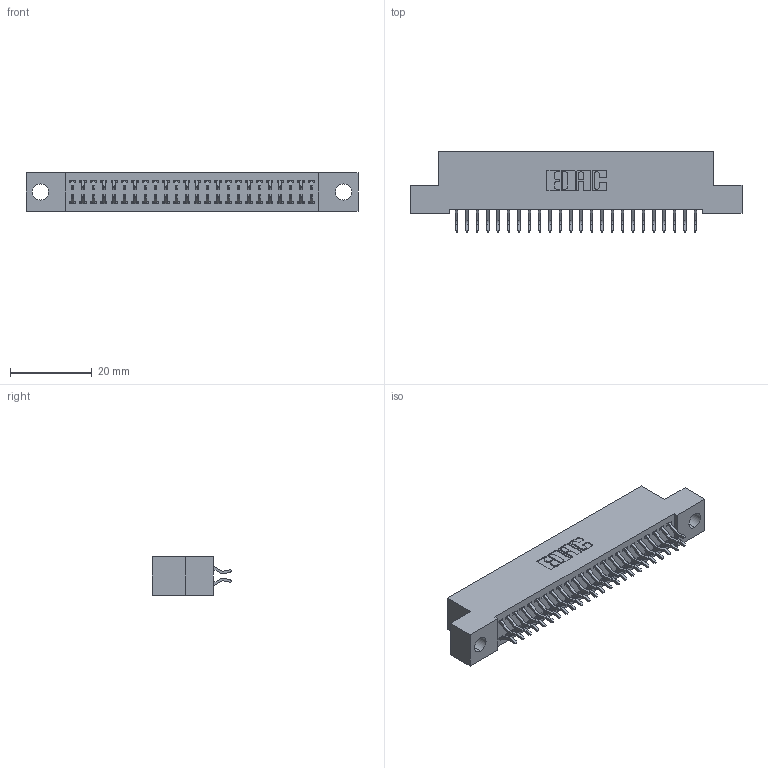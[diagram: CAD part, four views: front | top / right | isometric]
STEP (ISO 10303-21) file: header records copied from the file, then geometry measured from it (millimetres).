
FILE_DESCRIPTION (( 'STEP AP203' ), '1' );
FILE_NAME ('342-048-556-204.STEP', '2019-10-02T22:22:50', ( '' ), ( '' ), 'SwSTEP 2.0', 'SolidWorks 2016', '' );
FILE_SCHEMA (( 'CONFIG_CONTROL_DESIGN' ));
Length unit declared in the file: inch
Products named in the file (3): 342 Part_.156 TH; 345-292-001_556 Tail; 342-048-556-204
Assembly tree (49 placements, depth 2):
  342-048-556-204
    342 Part_.156 TH
    345-292-001_556 Tail  x48
Bounding box: 81.28 x 19.58 x 9.4 mm (x, y, z)
Volume: 7129.6 mm3; surface area: 10939.2 mm2
Topology: 49 solids, 49 shells, 2894 faces, 8603 edges, 5670 vertices
Faces by surface type: plane 1986, cylinder 908
Entity records: 17859 total; most frequent: CARTESIAN_POINT 2994, ORIENTED_EDGE 2918, DIRECTION 2579, EDGE_CURVE 1459, VECTOR 1323, LINE 1323, VERTEX_POINT 970, AXIS2_PLACEMENT_3D 628
